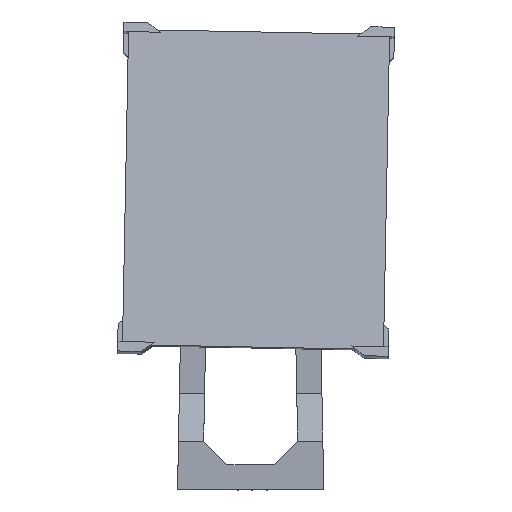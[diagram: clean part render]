
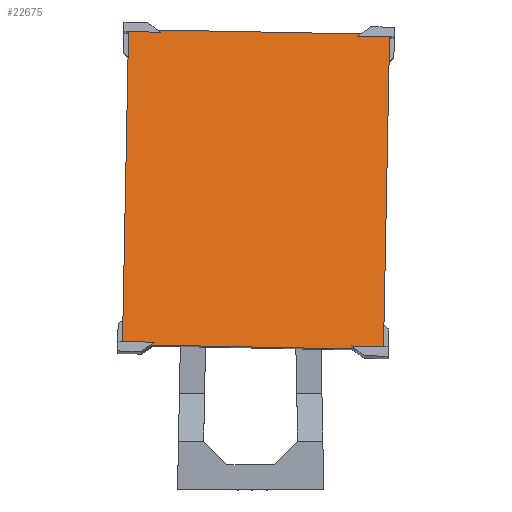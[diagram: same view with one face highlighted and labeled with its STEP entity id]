
A CAD part, front view. The second image highlights one B-rep face of the part: STEP entity #22675.
In plain terms, the highlighted face is planar.
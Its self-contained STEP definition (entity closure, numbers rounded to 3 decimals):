
#3518=FACE_OUTER_BOUND('',#4934,.T.);
#4934=EDGE_LOOP('',(#20836,#20837,#20838,#20839));
#6836=LINE('',#44039,#8745);
#6839=LINE('',#44045,#8748);
#6842=LINE('',#44051,#8751);
#6845=LINE('',#44055,#8754);
#8745=VECTOR('',#26867,10.);
#8748=VECTOR('',#26872,10.);
#8751=VECTOR('',#26877,10.);
#8754=VECTOR('',#26882,10.);
#10961=VERTEX_POINT('',#44036);
#10962=VERTEX_POINT('',#44038);
#10964=VERTEX_POINT('',#44044);
#10966=VERTEX_POINT('',#44050);
#14252=EDGE_CURVE('',#10962,#10961,#6836,.T.);
#14255=EDGE_CURVE('',#10964,#10962,#6839,.T.);
#14258=EDGE_CURVE('',#10966,#10964,#6842,.T.);
#14261=EDGE_CURVE('',#10961,#10966,#6845,.T.);
#20836=ORIENTED_EDGE('',*,*,#14261,.T.);
#20837=ORIENTED_EDGE('',*,*,#14258,.T.);
#20838=ORIENTED_EDGE('',*,*,#14255,.T.);
#20839=ORIENTED_EDGE('',*,*,#14252,.T.);
#21420=PLANE('',#23495);
#22675=ADVANCED_FACE('',(#3518),#21420,.T.);
#23495=AXIS2_PLACEMENT_3D('',#44056,#26883,#26884);
#26867=DIRECTION('',(0.,1.,0.));
#26872=DIRECTION('',(1.,0.,0.));
#26877=DIRECTION('',(0.,-1.,0.));
#26882=DIRECTION('',(-1.,0.,0.));
#26883=DIRECTION('center_axis',(0.,0.,1.));
#26884=DIRECTION('ref_axis',(1.,0.,0.));
#44036=CARTESIAN_POINT('',(55.,68.,2.));
#44038=CARTESIAN_POINT('',(55.,-68.,2.));
#44039=CARTESIAN_POINT('',(55.,-68.,2.));
#44044=CARTESIAN_POINT('',(-55.,-68.,2.));
#44045=CARTESIAN_POINT('',(-55.,-68.,2.));
#44050=CARTESIAN_POINT('',(-55.,68.,2.));
#44051=CARTESIAN_POINT('',(-55.,68.,2.));
#44055=CARTESIAN_POINT('',(55.,68.,2.));
#44056=CARTESIAN_POINT('Origin',(0.,0.,
2.));
